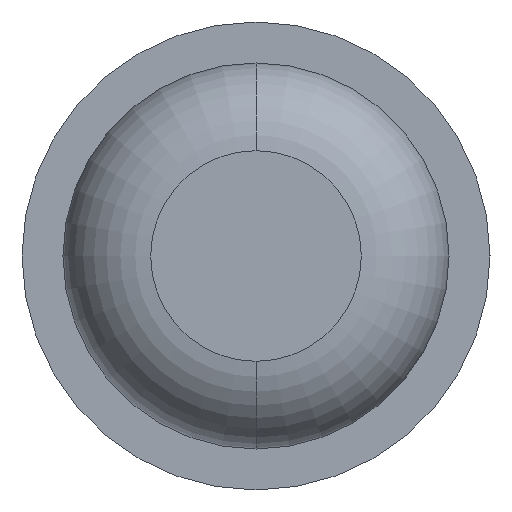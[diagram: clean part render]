
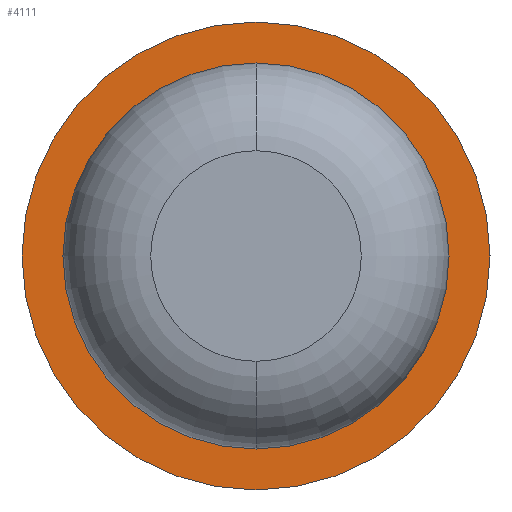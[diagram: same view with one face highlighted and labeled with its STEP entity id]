
A CAD part, front view. The second image highlights one B-rep face of the part: STEP entity #4111.
In plain terms, the highlighted planar face has unit normal (0, -1, 0).
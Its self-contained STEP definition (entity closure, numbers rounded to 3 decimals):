
#60 = DIRECTION ( 'NONE',  ( 0., -1., 0. ) ) ;
#73 = DIRECTION ( 'NONE',  ( 0., 0., -1. ) ) ;
#84 = AXIS2_PLACEMENT_3D ( 'NONE', #1052, #60, #73 ) ;
#174 = DIRECTION ( 'NONE',  ( 0., -1., 0. ) ) ;
#280 = CARTESIAN_POINT ( 'NONE',  ( 0., -3., 0. ) ) ;
#295 = CIRCLE ( 'NONE', #3277, 1. ) ;
#346 = EDGE_CURVE ( 'Defeature ausgef�hrt1_1+Defeature ausgef�hrt1_5+Defeature ausgef�hrt1_5+Defeature ausgef�hrt1_5', #1718, #3421, #2842, .T. ) ;
#359 = CARTESIAN_POINT ( 'NONE',  ( 0., -3., 0.825 ) ) ;
#393 = DIRECTION ( 'NONE',  ( 0., 1., 0. ) ) ;
#473 = CARTESIAN_POINT ( 'NONE',  ( 0., -3., -1. ) ) ;
#566 = DIRECTION ( 'NONE',  ( 0., 0., 1. ) ) ;
#726 = DIRECTION ( 'NONE',  ( 0., 0., 1. ) ) ;
#914 = CIRCLE ( 'NONE', #2017, 1. ) ;
#1009 = AXIS2_PLACEMENT_3D ( 'NONE', #1838, #174, #1853 ) ;
#1021 = PLANE ( 'NONE',  #3411 ) ;
#1043 = EDGE_LOOP ( 'NONE', ( #3087, #1842 ) ) ;
#1052 = CARTESIAN_POINT ( 'NONE',  ( 0., -3., 0. ) ) ;
#1318 = FACE_BOUND ( 'NONE', #2020, .T. ) ;
#1330 = DIRECTION ( 'NONE',  ( 0., 0., -1. ) ) ;
#1337 = VERTEX_POINT ( 'NONE', #3752 ) ;
#1347 = EDGE_CURVE ( 'Defeature ausgef�hrt1_1+Defeature ausgef�hrt1_5+Defeature ausgef�hrt1_5+Defeature ausgef�hrt1_5', #3421, #1718, #3775, .T. ) ;
#1601 = DIRECTION ( 'NONE',  ( 0., 1., 0. ) ) ;
#1718 = VERTEX_POINT ( 'NONE', #2839 ) ;
#1838 = CARTESIAN_POINT ( 'NONE',  ( 0., -3., 0. ) ) ;
#1842 = ORIENTED_EDGE ( 'NONE', *, *, #3716, .F. ) ;
#1853 = DIRECTION ( 'NONE',  ( 0., 0., -1. ) ) ;
#1920 = FACE_OUTER_BOUND ( 'NONE', #1043, .T. ) ;
#2017 = AXIS2_PLACEMENT_3D ( 'NONE', #2390, #393, #726 ) ;
#2020 = EDGE_LOOP ( 'NONE', ( #2571, #3502 ) ) ;
#2359 = CARTESIAN_POINT ( 'NONE',  ( -1., -3., 0. ) ) ;
#2389 = VERTEX_POINT ( 'NONE', #473 ) ;
#2390 = CARTESIAN_POINT ( 'NONE',  ( 0., -3., 0. ) ) ;
#2571 = ORIENTED_EDGE ( 'NONE', *, *, #1347, .F. ) ;
#2839 = CARTESIAN_POINT ( 'NONE',  ( 0., -3., -0.825 ) ) ;
#2842 = CIRCLE ( 'NONE', #1009, 0.825 ) ;
#3087 = ORIENTED_EDGE ( 'NONE', *, *, #3357, .F. ) ;
#3277 = AXIS2_PLACEMENT_3D ( 'NONE', #280, #1601, #566 ) ;
#3357 = EDGE_CURVE ( 'Defeature ausgef�hrt1_6+Defeature ausgef�hrt1_5+Defeature ausgef�hrt1_5+Defeature ausgef�hrt1_5', #1337, #2389, #295, .T. ) ;
#3411 = AXIS2_PLACEMENT_3D ( 'NONE', #2359, #4348, #1330 ) ;
#3421 = VERTEX_POINT ( 'NONE', #359 ) ;
#3502 = ORIENTED_EDGE ( 'NONE', *, *, #346, .F. ) ;
#3716 = EDGE_CURVE ( 'Defeature ausgef�hrt1_6+Defeature ausgef�hrt1_5+Defeature ausgef�hrt1_5+Defeature ausgef�hrt1_5', #2389, #1337, #914, .T. ) ;
#3752 = CARTESIAN_POINT ( 'NONE',  ( 0., -3., 1. ) ) ;
#3775 = CIRCLE ( 'NONE', #84, 0.825 ) ;
#4111 = ADVANCED_FACE ( 'Defeature ausgef�hrt1_5', ( #1318, #1920 ), #1021, .T. ) ;
#4348 = DIRECTION ( 'NONE',  ( 0., -1., 0. ) ) ;
